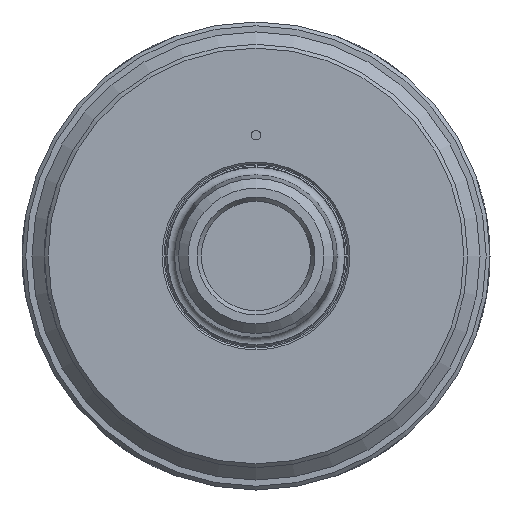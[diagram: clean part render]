
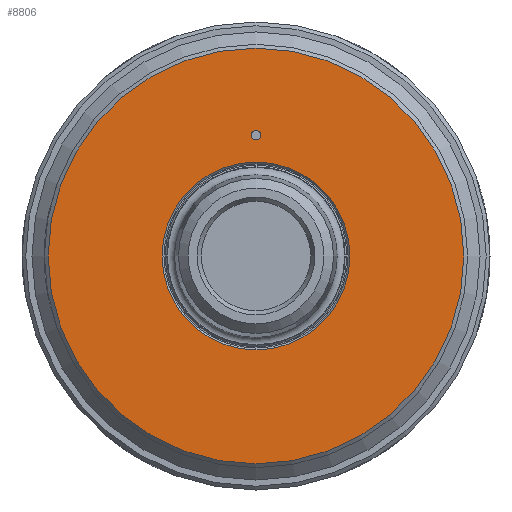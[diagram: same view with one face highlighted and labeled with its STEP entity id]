
A CAD part, left-side view. The second image highlights one B-rep face of the part: STEP entity #8806.
In plain terms, the highlighted planar face has unit normal (-1, 0, 0).
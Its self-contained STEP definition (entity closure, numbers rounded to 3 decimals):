
#2010=FACE_BOUND('',#3004,.T.);
#2011=FACE_BOUND('',#3005,.T.);
#2469=FACE_OUTER_BOUND('',#3003,.T.);
#3003=EDGE_LOOP('',(#7936));
#3004=EDGE_LOOP('',(#7937,#7938));
#3005=EDGE_LOOP('',(#7939));
#3378=CIRCLE('',#9490,19.75);
#3382=CIRCLE('',#9496,43.7);
#3383=CIRCLE('',#9497,1.);
#3384=CIRCLE('',#9498,1.);
#4252=VERTEX_POINT('',#52525);
#4255=VERTEX_POINT('',#52536);
#4256=VERTEX_POINT('',#52538);
#4257=VERTEX_POINT('',#52539);
#5506=EDGE_CURVE('',#4252,#4252,#3378,.T.);
#5511=EDGE_CURVE('',#4255,#4255,#3382,.T.);
#5512=EDGE_CURVE('',#4256,#4257,#3383,.T.);
#5513=EDGE_CURVE('',#4257,#4256,#3384,.T.);
#7936=ORIENTED_EDGE('',*,*,#5511,.F.);
#7937=ORIENTED_EDGE('',*,*,#5512,.T.);
#7938=ORIENTED_EDGE('',*,*,#5513,.T.);
#7939=ORIENTED_EDGE('',*,*,#5506,.F.);
#8357=PLANE('',#9495);
#8806=ADVANCED_FACE('',(#2469,#2010,#2011),#8357,.T.);
#9490=AXIS2_PLACEMENT_3D('',#52527,#11307,#11308);
#9495=AXIS2_PLACEMENT_3D('',#52535,#11318,#11319);
#9496=AXIS2_PLACEMENT_3D('',#52537,#11320,#11321);
#9497=AXIS2_PLACEMENT_3D('',#52540,#11322,#11323);
#9498=AXIS2_PLACEMENT_3D('',#52541,#11324,#11325);
#11307=DIRECTION('center_axis',(-1.,0.,0.));
#11308=DIRECTION('ref_axis',(0.,0.,-1.));
#11318=DIRECTION('center_axis',(-1.,0.,0.));
#11319=DIRECTION('ref_axis',(0.,-1.,0.));
#11320=DIRECTION('center_axis',(1.,0.,0.));
#11321=DIRECTION('ref_axis',(0.,0.,-1.));
#11322=DIRECTION('center_axis',(1.,0.,0.));
#11323=DIRECTION('ref_axis',(0.,-1.,0.));
#11324=DIRECTION('center_axis',(1.,0.,0.));
#11325=DIRECTION('ref_axis',(0.,-1.,0.));
#52525=CARTESIAN_POINT('',(-49.6,0.,19.75));
#52527=CARTESIAN_POINT('Origin',(-49.6,0.,0.));
#52535=CARTESIAN_POINT('Origin',(-49.6,0.,31.925));
#52536=CARTESIAN_POINT('',(-49.6,0.,43.7));
#52537=CARTESIAN_POINT('Origin',(-49.6,0.,0.));
#52538=CARTESIAN_POINT('',(-49.6,-1.,25.4));
#52539=CARTESIAN_POINT('',(-49.6,1.,25.4));
#52540=CARTESIAN_POINT('Origin',(-49.6,0.,25.4));
#52541=CARTESIAN_POINT('Origin',(-49.6,0.,25.4));
